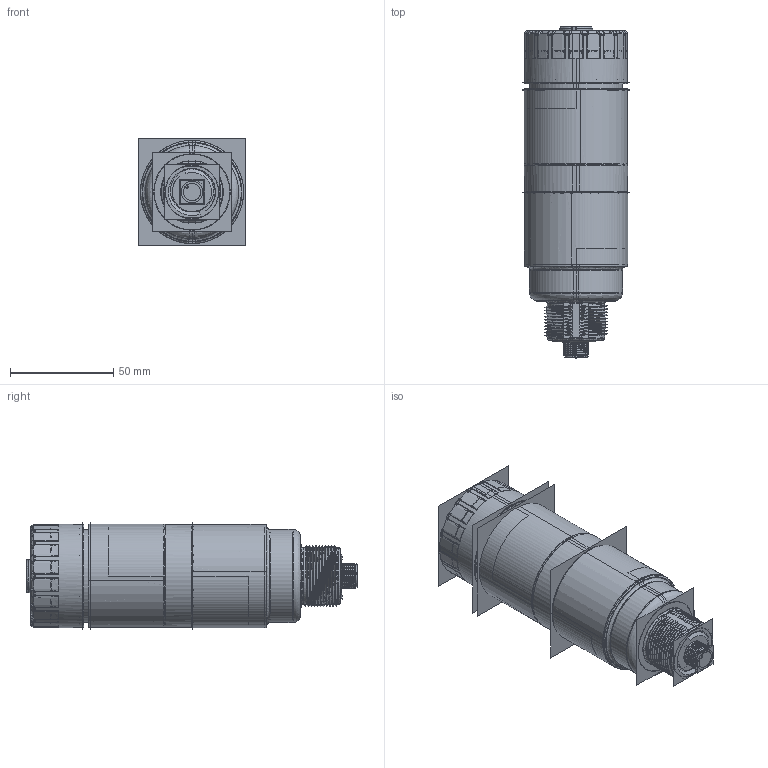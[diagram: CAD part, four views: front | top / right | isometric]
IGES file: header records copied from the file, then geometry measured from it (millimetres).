
Start section:  PTC IGES file: 145173_sm01.igs
Global section: file name: 145173_sm01.igs; native system: Creo Parametric by PTC Inc.; preprocessor: 2019292; author: PDMAdmin; organization: Unknown; date: 20220629.093109; units: millimetre
Bounding box: 52.05 x 160.39 x 52 mm (x, y, z)
Volume: 256315 mm3; surface area: 152499.2 mm2
Topology: 1 solids, 1 shells, 1520 faces, 7936 edges, 10137 vertices
Faces by surface type: revolution 970, bspline 550
